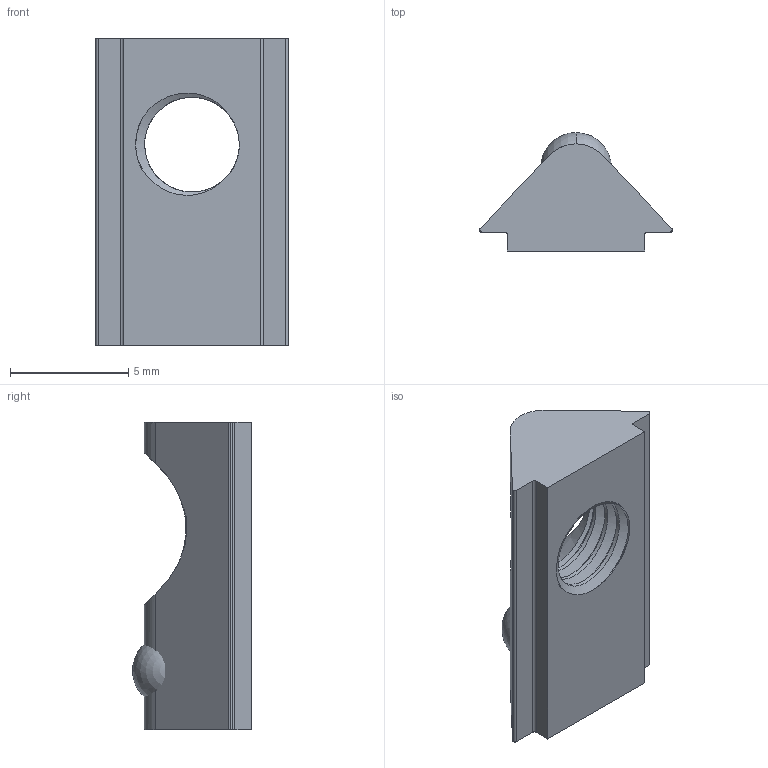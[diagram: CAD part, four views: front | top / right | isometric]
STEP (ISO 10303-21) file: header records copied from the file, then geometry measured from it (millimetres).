
FILE_DESCRIPTION (( 'STEP AP214' ), '1' );
FILE_NAME ('À226 Ñóõàðü ïàçîâûé ñ ôèêñàòîðîì Ì5, ïàç 6 (ïîäðîáíàÿ ìîäåëü).STEP', '2019-02-18T00:14:46', ( 'KIRILL' ), ( '' ), 'SwSTEP 2.0', 'SolidWorks 2018', '' );
FILE_SCHEMA (( 'AUTOMOTIVE_DESIGN' ));
Length unit declared in the file: millimetre
Products named in the file (1): À226 Ñóõàðü ïàçîâûé ñ ôèêñàòîðîì Ì5, ïàç 6 (ïîäðîáíàÿ ìîäåëü)
Bounding box: 8.13 x 5.03 x 13 mm (x, y, z)
Volume: 240.8 mm3; surface area: 374.7 mm2
Topology: 2 solids, 2 shells, 34 faces, 100 edges, 67 vertices
Faces by surface type: cylinder 15, plane 9, cone 4, bspline 4, sphere 2
Entity records: 3289 total; most frequent: CARTESIAN_POINT 2448, ORIENTED_EDGE 190, DIRECTION 137, EDGE_CURVE 95, VERTEX_POINT 64, AXIS2_PLACEMENT_3D 49, VECTOR 39, LINE 39
